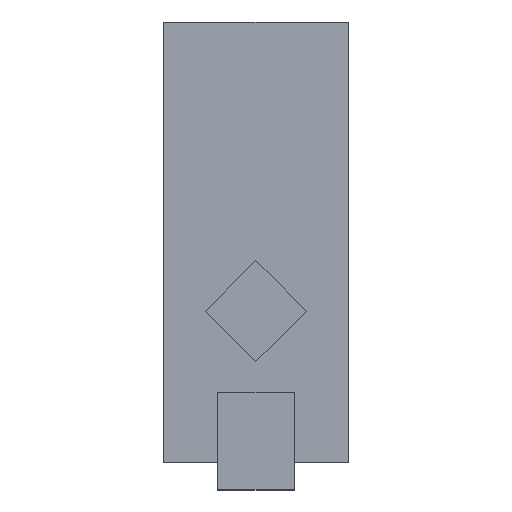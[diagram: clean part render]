
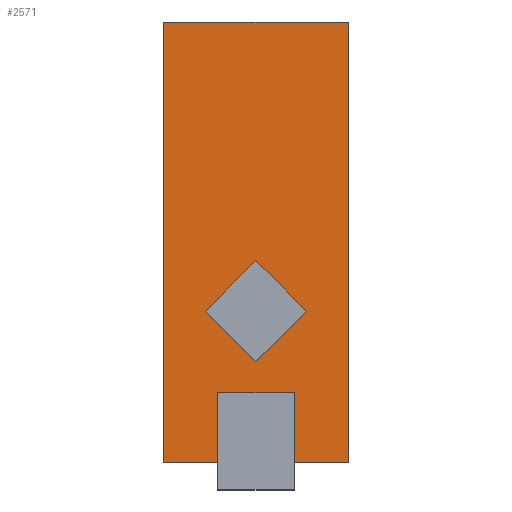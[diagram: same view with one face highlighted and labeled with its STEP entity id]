
A CAD part, top view. The second image highlights one B-rep face of the part: STEP entity #2571.
In plain terms, the highlighted planar face has unit normal (0, 0, 1).
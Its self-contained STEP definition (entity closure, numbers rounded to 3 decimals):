
#2368 = VERTEX_POINT('',#2369);
#2369 = CARTESIAN_POINT('',(-9.,43.,4.14));
#2375 = EDGE_CURVE('',#2368,#2376,#2378,.T.);
#2376 = VERTEX_POINT('',#2377);
#2377 = CARTESIAN_POINT('',(-9.,0.,4.14));
#2378 = LINE('',#2379,#2380);
#2379 = CARTESIAN_POINT('',(-9.,43.,4.14));
#2380 = VECTOR('',#2381,1.);
#2381 = DIRECTION('',(0.,-1.,0.));
#2399 = VERTEX_POINT('',#2400);
#2400 = CARTESIAN_POINT('',(9.,43.,4.14));
#2406 = EDGE_CURVE('',#2399,#2368,#2407,.T.);
#2407 = LINE('',#2408,#2409);
#2408 = CARTESIAN_POINT('',(9.,43.,4.14));
#2409 = VECTOR('',#2410,1.);
#2410 = DIRECTION('',(-1.,0.,0.));
#2423 = EDGE_CURVE('',#2376,#2424,#2426,.T.);
#2424 = VERTEX_POINT('',#2425);
#2425 = CARTESIAN_POINT('',(-3.75,0.,4.14));
#2426 = LINE('',#2427,#2428);
#2427 = CARTESIAN_POINT('',(-9.,0.,4.14));
#2428 = VECTOR('',#2429,1.);
#2429 = DIRECTION('',(1.,0.,0.));
#2432 = VERTEX_POINT('',#2433);
#2433 = CARTESIAN_POINT('',(3.75,0.,4.14));
#2439 = EDGE_CURVE('',#2432,#2440,#2442,.T.);
#2440 = VERTEX_POINT('',#2441);
#2441 = CARTESIAN_POINT('',(9.,0.,4.14));
#2442 = LINE('',#2443,#2444);
#2443 = CARTESIAN_POINT('',(-9.,0.,4.14));
#2444 = VECTOR('',#2445,1.);
#2445 = DIRECTION('',(1.,0.,0.));
#2463 = EDGE_CURVE('',#2440,#2399,#2464,.T.);
#2464 = LINE('',#2465,#2466);
#2465 = CARTESIAN_POINT('',(9.,0.,4.14));
#2466 = VECTOR('',#2467,1.);
#2467 = DIRECTION('',(0.,1.,0.));
#2571 = ADVANCED_FACE('',(#2572,#2601),#2635,.T.);
#2572 = FACE_BOUND('',#2573,.T.);
#2573 = EDGE_LOOP('',(#2574,#2575,#2576,#2584,#2592,#2598,#2599,#2600));
#2574 = ORIENTED_EDGE('',*,*,#2375,.T.);
#2575 = ORIENTED_EDGE('',*,*,#2423,.T.);
#2576 = ORIENTED_EDGE('',*,*,#2577,.F.);
#2577 = EDGE_CURVE('',#2578,#2424,#2580,.T.);
#2578 = VERTEX_POINT('',#2579);
#2579 = CARTESIAN_POINT('',(-3.75,6.8,4.14));
#2580 = LINE('',#2581,#2582);
#2581 = CARTESIAN_POINT('',(-3.75,6.8,4.14));
#2582 = VECTOR('',#2583,1.);
#2583 = DIRECTION('',(0.,-1.,0.));
#2584 = ORIENTED_EDGE('',*,*,#2585,.F.);
#2585 = EDGE_CURVE('',#2586,#2578,#2588,.T.);
#2586 = VERTEX_POINT('',#2587);
#2587 = CARTESIAN_POINT('',(3.75,6.8,4.14));
#2588 = LINE('',#2589,#2590);
#2589 = CARTESIAN_POINT('',(3.75,6.8,4.14));
#2590 = VECTOR('',#2591,1.);
#2591 = DIRECTION('',(-1.,0.,0.));
#2592 = ORIENTED_EDGE('',*,*,#2593,.F.);
#2593 = EDGE_CURVE('',#2432,#2586,#2594,.T.);
#2594 = LINE('',#2595,#2596);
#2595 = CARTESIAN_POINT('',(3.75,-2.7,4.14));
#2596 = VECTOR('',#2597,1.);
#2597 = DIRECTION('',(0.,1.,0.));
#2598 = ORIENTED_EDGE('',*,*,#2439,.T.);
#2599 = ORIENTED_EDGE('',*,*,#2463,.T.);
#2600 = ORIENTED_EDGE('',*,*,#2406,.T.);
#2601 = FACE_BOUND('',#2602,.T.);
#2602 = EDGE_LOOP('',(#2603,#2613,#2621,#2629));
#2603 = ORIENTED_EDGE('',*,*,#2604,.T.);
#2604 = EDGE_CURVE('',#2605,#2607,#2609,.T.);
#2605 = VERTEX_POINT('',#2606);
#2606 = CARTESIAN_POINT('',(-0.013,9.8,4.14));
#2607 = VERTEX_POINT('',#2608);
#2608 = CARTESIAN_POINT('',(-4.962,14.75,4.14));
#2609 = LINE('',#2610,#2611);
#2610 = CARTESIAN_POINT('',(-0.013,9.8,4.14));
#2611 = VECTOR('',#2612,1.);
#2612 = DIRECTION('',(-0.707,0.707,0.));
#2613 = ORIENTED_EDGE('',*,*,#2614,.T.);
#2614 = EDGE_CURVE('',#2607,#2615,#2617,.T.);
#2615 = VERTEX_POINT('',#2616);
#2616 = CARTESIAN_POINT('',(-0.013,19.699,4.14));
#2617 = LINE('',#2618,#2619);
#2618 = CARTESIAN_POINT('',(-4.962,14.75,4.14));
#2619 = VECTOR('',#2620,1.);
#2620 = DIRECTION('',(0.707,0.707,0.));
#2621 = ORIENTED_EDGE('',*,*,#2622,.T.);
#2622 = EDGE_CURVE('',#2615,#2623,#2625,.T.);
#2623 = VERTEX_POINT('',#2624);
#2624 = CARTESIAN_POINT('',(4.937,14.75,4.14));
#2625 = LINE('',#2626,#2627);
#2626 = CARTESIAN_POINT('',(-0.013,19.699,4.14));
#2627 = VECTOR('',#2628,1.);
#2628 = DIRECTION('',(0.707,-0.707,0.));
#2629 = ORIENTED_EDGE('',*,*,#2630,.T.);
#2630 = EDGE_CURVE('',#2623,#2605,#2631,.T.);
#2631 = LINE('',#2632,#2633);
#2632 = CARTESIAN_POINT('',(4.937,14.75,4.14));
#2633 = VECTOR('',#2634,1.);
#2634 = DIRECTION('',(-0.707,-0.707,0.));
#2635 = PLANE('',#2636);
#2636 = AXIS2_PLACEMENT_3D('',#2637,#2638,#2639);
#2637 = CARTESIAN_POINT('',(0.,21.5,4.14));
#2638 = DIRECTION('',(0.,0.,1.));
#2639 = DIRECTION('',(1.,0.,0.));
